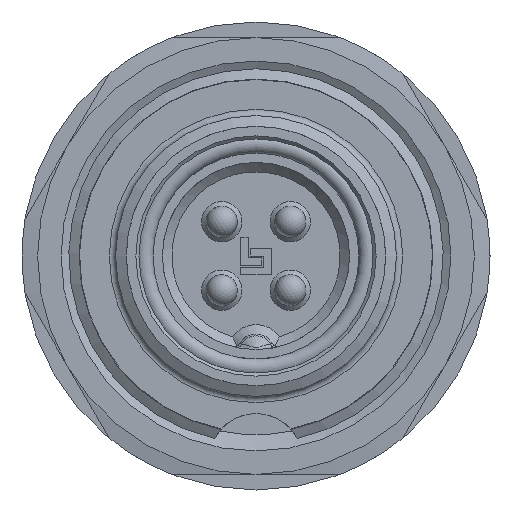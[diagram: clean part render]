
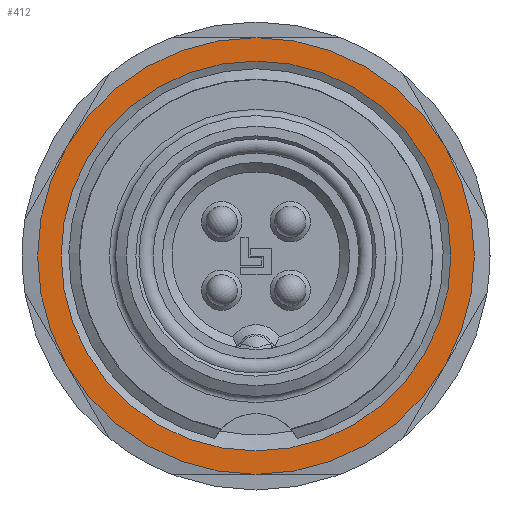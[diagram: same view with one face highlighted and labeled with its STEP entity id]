
A CAD part, left-side view. The second image highlights one B-rep face of the part: STEP entity #412.
In plain terms, the highlighted planar face has unit normal (-1, 0, 0).
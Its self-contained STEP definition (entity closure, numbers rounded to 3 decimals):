
#317=PLANE('',#2238);
#412=ADVANCED_FACE('',(#587,#588),#317,.T.);
#587=FACE_BOUND('',#750,.T.);
#588=FACE_BOUND('',#751,.T.);
#750=EDGE_LOOP('',(#1307));
#751=EDGE_LOOP('',(#1308,#1309,#1310,#1311,#1312,#1313));
#1307=ORIENTED_EDGE('',*,*,#1855,.T.);
#1308=ORIENTED_EDGE('',*,*,#1862,.T.);
#1309=ORIENTED_EDGE('',*,*,#1863,.T.);
#1310=ORIENTED_EDGE('',*,*,#1864,.T.);
#1311=ORIENTED_EDGE('',*,*,#1865,.T.);
#1312=ORIENTED_EDGE('',*,*,#1866,.T.);
#1313=ORIENTED_EDGE('',*,*,#1867,.T.);
#1627=VERTEX_POINT('',#3661);
#1634=VERTEX_POINT('',#3677);
#1635=VERTEX_POINT('',#3678);
#1636=VERTEX_POINT('',#3680);
#1637=VERTEX_POINT('',#3682);
#1638=VERTEX_POINT('',#3684);
#1639=VERTEX_POINT('',#3686);
#1855=EDGE_CURVE('',#1627,#1627,#2029,.T.);
#1862=EDGE_CURVE('',#1634,#1635,#2036,.T.);
#1863=EDGE_CURVE('',#1635,#1636,#2037,.T.);
#1864=EDGE_CURVE('',#1636,#1637,#2038,.T.);
#1865=EDGE_CURVE('',#1637,#1638,#2039,.T.);
#1866=EDGE_CURVE('',#1638,#1639,#2040,.T.);
#1867=EDGE_CURVE('',#1639,#1634,#2041,.T.);
#2029=CIRCLE('',#2223,6.249);
#2036=CIRCLE('',#2232,7.);
#2037=CIRCLE('',#2233,7.);
#2038=CIRCLE('',#2234,7.);
#2039=CIRCLE('',#2235,7.);
#2040=CIRCLE('',#2236,7.);
#2041=CIRCLE('',#2237,7.);
#2223=AXIS2_PLACEMENT_3D('',#3660,#2679,#2680);
#2232=AXIS2_PLACEMENT_3D('',#3676,#2697,#2698);
#2233=AXIS2_PLACEMENT_3D('',#3679,#2699,#2700);
#2234=AXIS2_PLACEMENT_3D('',#3681,#2701,#2702);
#2235=AXIS2_PLACEMENT_3D('',#3683,#2703,#2704);
#2236=AXIS2_PLACEMENT_3D('',#3685,#2705,#2706);
#2237=AXIS2_PLACEMENT_3D('',#3687,#2707,#2708);
#2238=AXIS2_PLACEMENT_3D('',#3688,#2709,#2710);
#2679=DIRECTION('',(1.,0.,0.));
#2680=DIRECTION('',(0.,0.,1.));
#2697=DIRECTION('',(-1.,0.,0.));
#2698=DIRECTION('',(0.,0.,1.));
#2699=DIRECTION('',(-1.,0.,0.));
#2700=DIRECTION('',(0.,0.,1.));
#2701=DIRECTION('',(-1.,0.,0.));
#2702=DIRECTION('',(0.,0.,1.));
#2703=DIRECTION('',(-1.,0.,0.));
#2704=DIRECTION('',(0.,0.,1.));
#2705=DIRECTION('',(-1.,0.,0.));
#2706=DIRECTION('',(0.,0.,1.));
#2707=DIRECTION('',(-1.,0.,0.));
#2708=DIRECTION('',(0.,0.,1.));
#2709=DIRECTION('',(-1.,0.,0.));
#2710=DIRECTION('',(0.,0.,1.));
#3660=CARTESIAN_POINT('',(9.5,0.,0.));
#3661=CARTESIAN_POINT('',(9.5,0.,6.249));
#3676=CARTESIAN_POINT('',(9.5,0.,0.));
#3677=CARTESIAN_POINT('',(9.5,6.062,3.5));
#3678=CARTESIAN_POINT('',(9.5,6.062,-3.5));
#3679=CARTESIAN_POINT('',(9.5,0.,0.));
#3680=CARTESIAN_POINT('',(9.5,0.,-7.));
#3681=CARTESIAN_POINT('',(9.5,0.,0.));
#3682=CARTESIAN_POINT('',(9.5,-6.062,-3.5));
#3683=CARTESIAN_POINT('',(9.5,0.,0.));
#3684=CARTESIAN_POINT('',(9.5,-6.062,3.5));
#3685=CARTESIAN_POINT('',(9.5,0.,0.));
#3686=CARTESIAN_POINT('',(9.5,0.,7.));
#3687=CARTESIAN_POINT('',(9.5,0.,0.));
#3688=CARTESIAN_POINT('',(9.5,0.,0.));
